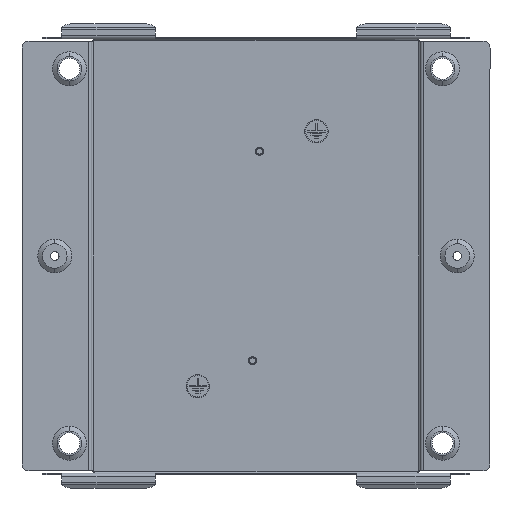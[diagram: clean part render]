
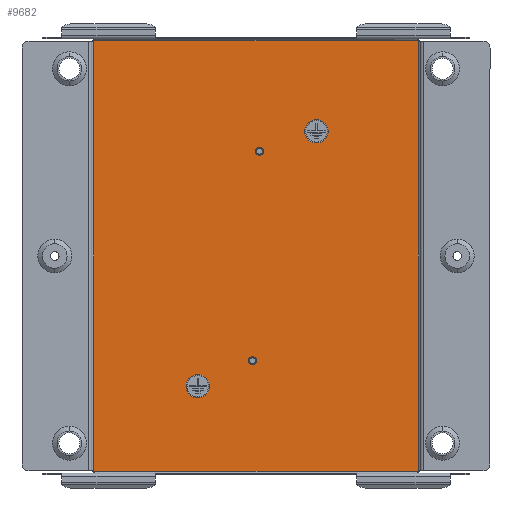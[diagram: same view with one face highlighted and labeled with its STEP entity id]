
A CAD part, front view. The second image highlights one B-rep face of the part: STEP entity #9682.
In plain terms, the highlighted planar face has unit normal (0, -1, 0).
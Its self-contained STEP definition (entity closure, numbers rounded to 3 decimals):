
#208 = EDGE_CURVE ( 'NONE', #14021, #8899, #4064, .T. ) ;
#354 = CARTESIAN_POINT ( 'NONE',  ( -138.75, -1.5, -187. ) ) ;
#588 = LINE ( 'NONE', #16778, #11225 ) ;
#840 = EDGE_LOOP ( 'NONE', ( #994, #5948, #11970, #6945 ) ) ;
#922 = CARTESIAN_POINT ( 'NONE',  ( 138.75, -1.5, 184. ) ) ;
#994 = ORIENTED_EDGE ( 'NONE', *, *, #10473, .F. ) ;
#1620 = FACE_OUTER_BOUND ( 'NONE', #840, .T. ) ;
#2881 = CARTESIAN_POINT ( 'NONE',  ( 138.75, -1.5, -184. ) ) ;
#3062 = DIRECTION ( 'NONE',  ( 1., 0., 0. ) ) ;
#4064 = LINE ( 'NONE', #15101, #10094 ) ;
#4724 = VERTEX_POINT ( 'NONE', #2881 ) ;
#4729 = DIRECTION ( 'NONE',  ( 0., 0., -1. ) ) ;
#4883 = VECTOR ( 'NONE', #12313, 1000. ) ;
#5686 = PLANE ( 'NONE',  #16971 ) ;
#5732 = DIRECTION ( 'NONE',  ( 0., 0., 1. ) ) ;
#5948 = ORIENTED_EDGE ( 'NONE', *, *, #14902, .F. ) ;
#6945 = ORIENTED_EDGE ( 'NONE', *, *, #208, .F. ) ;
#7012 = DIRECTION ( 'NONE',  ( 0., 0., -1. ) ) ;
#7135 = EDGE_CURVE ( 'NONE', #8899, #4724, #588, .T. ) ;
#8899 = VERTEX_POINT ( 'NONE', #922 ) ;
#9682 = ADVANCED_FACE ( 'NONE', ( #1620 ), #5686, .T. ) ;
#10094 = VECTOR ( 'NONE', #3062, 1000. ) ;
#10473 = EDGE_CURVE ( 'NONE', #17209, #14021, #12405, .T. ) ;
#10678 = CARTESIAN_POINT ( 'NONE',  ( 138.75, -1.5, -184. ) ) ;
#11225 = VECTOR ( 'NONE', #4729, 1000. ) ;
#11970 = ORIENTED_EDGE ( 'NONE', *, *, #7135, .F. ) ;
#12232 = LINE ( 'NONE', #10678, #4883 ) ;
#12313 = DIRECTION ( 'NONE',  ( -1., 0., 0. ) ) ;
#12405 = LINE ( 'NONE', #354, #15084 ) ;
#12741 = CARTESIAN_POINT ( 'NONE',  ( -138.75, -1.5, 184. ) ) ;
#14021 = VERTEX_POINT ( 'NONE', #12741 ) ;
#14902 = EDGE_CURVE ( 'NONE', #4724, #17209, #12232, .T. ) ;
#15084 = VECTOR ( 'NONE', #5732, 1000. ) ;
#15101 = CARTESIAN_POINT ( 'NONE',  ( -138.75, -1.5, 184. ) ) ;
#15247 = DIRECTION ( 'NONE',  ( 0., -1., 0. ) ) ;
#15273 = CARTESIAN_POINT ( 'NONE',  ( -138.75, -1.5, -184. ) ) ;
#16589 = CARTESIAN_POINT ( 'NONE',  ( 0., -1.5, 0. ) ) ;
#16778 = CARTESIAN_POINT ( 'NONE',  ( 138.75, -1.5, 187. ) ) ;
#16971 = AXIS2_PLACEMENT_3D ( 'NONE', #16589, #15247, #7012 ) ;
#17209 = VERTEX_POINT ( 'NONE', #15273 ) ;
